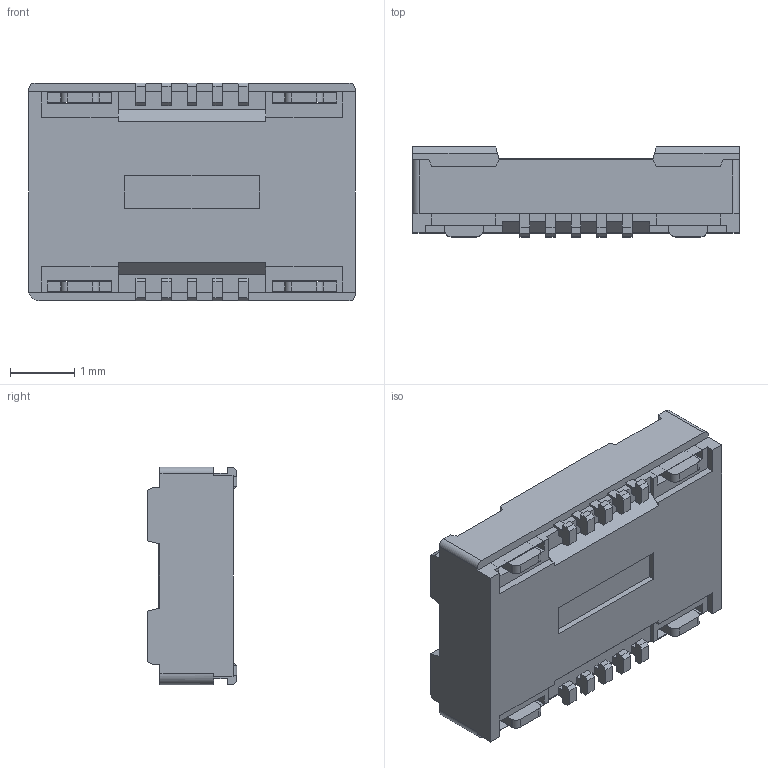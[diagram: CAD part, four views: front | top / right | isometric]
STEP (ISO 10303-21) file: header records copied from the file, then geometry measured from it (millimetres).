
FILE_DESCRIPTION((''),'2;1');
FILE_NAME('513389873','2019-05-22T',('gga'),(''),'PRO/ENGINEER BY PARAMETRIC TECHNOLOGY CORPORATION, 2016010','PRO/ENGINEER BY PARAMETRIC TECHNOLOGY CORPORATION, 2016010','');
FILE_SCHEMA(('CONFIG_CONTROL_DESIGN'));
Length unit declared in the file: millimetre
Products named in the file (1): 513389873
Bounding box: 5.1 x 1.4 x 3.4 mm (x, y, z)
Volume: 13.4 mm3; surface area: 91.6 mm2
Topology: 1 solids, 1 shells, 389 faces, 1144 edges, 765 vertices
Faces by surface type: plane 343, cylinder 38, cone 8
Entity records: 12694 total; most frequent: CARTESIAN_POINT 2273, ORIENTED_EDGE 2176, DIRECTION 1997, EDGE_CURVE 1088, VECTOR 1055, LINE 1055, VERTEX_POINT 709, AXIS2_PLACEMENT_3D 471
